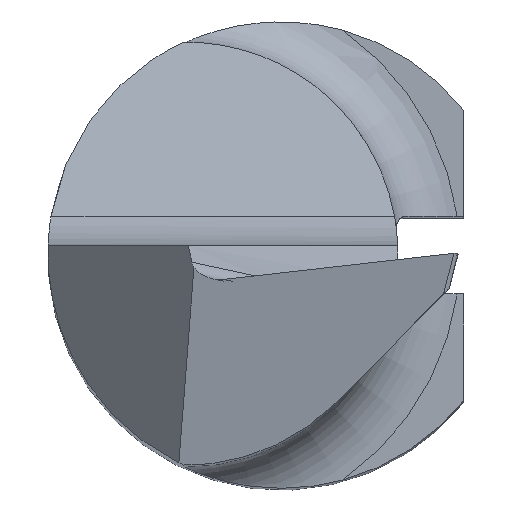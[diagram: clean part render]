
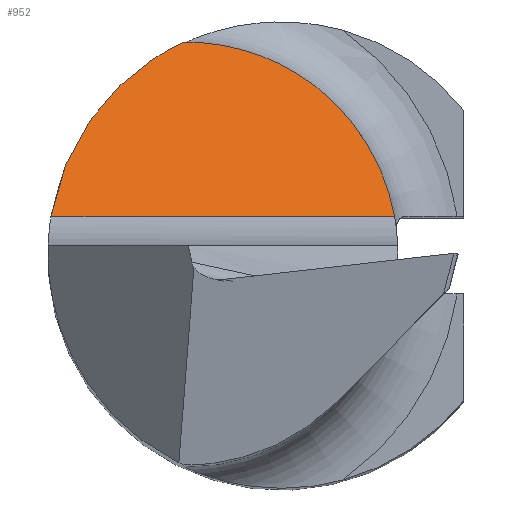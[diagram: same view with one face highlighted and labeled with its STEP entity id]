
A CAD part, top view. The second image highlights one B-rep face of the part: STEP entity #952.
In plain terms, the highlighted planar face has unit normal (0, 0.766, 0.643).
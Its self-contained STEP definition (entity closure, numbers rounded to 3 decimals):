
#128 = CARTESIAN_POINT ( 'NONE',  ( -2.183, 2.298, 23.335 ) ) ;
#168 = CARTESIAN_POINT ( 'NONE',  ( 1.215, 1.849, 23.869 ) ) ;
#263 =( BOUNDED_CURVE ( )  B_SPLINE_CURVE ( 3, ( #712, #529, #168, #659 ),
 .UNSPECIFIED., .F., .T. ) 
 B_SPLINE_CURVE_WITH_KNOTS ( ( 4, 4 ),
 ( 6.272, 7.679 ),
 .UNSPECIFIED. ) 
 CURVE ( )  GEOMETRIC_REPRESENTATION_ITEM ( )  RATIONAL_B_SPLINE_CURVE ( ( 1., 0.842, 0.842, 1. ) ) 
 REPRESENTATION_ITEM ( '' )  );
#285 = EDGE_CURVE ( 'NONE', #625, #533, #263, .T. ) ;
#320 = CARTESIAN_POINT ( 'NONE',  ( -2.962, 0.474, 25.507 ) ) ;
#329 = CARTESIAN_POINT ( 'NONE',  ( -2.962, 0.474, 25.507 ) ) ;
#343 = CARTESIAN_POINT ( 'NONE',  ( 1.458, 0.474, 25.507 ) ) ;
#378 = EDGE_CURVE ( 'NONE', #936, #533, #1192, .T. ) ;
#529 = CARTESIAN_POINT ( 'NONE',  ( 0.141, 2.74, 22.807 ) ) ;
#533 = VERTEX_POINT ( 'NONE', #343 ) ;
#541 = EDGE_LOOP ( 'NONE', ( #672, #663, #1085 ) ) ;
#543 = CARTESIAN_POINT ( 'NONE',  ( -3., 0.474, 25.507 ) ) ;
#549 = PLANE ( 'NONE',  #727 ) ;
#625 = VERTEX_POINT ( 'NONE', #678 ) ;
#632 = FACE_OUTER_BOUND ( 'NONE', #541, .T. ) ;
#659 = CARTESIAN_POINT ( 'NONE',  ( 1.458, 0.474, 25.507 ) ) ;
#663 = ORIENTED_EDGE ( 'NONE', *, *, #736, .F. ) ;
#672 = ORIENTED_EDGE ( 'NONE', *, *, #285, .F. ) ;
#678 = CARTESIAN_POINT ( 'NONE',  ( -1.255, 2.725, 22.825 ) ) ;
#704 =( BOUNDED_CURVE ( )  B_SPLINE_CURVE ( 3, ( #320, #978, #128, #989 ),
 .UNSPECIFIED., .F., .F. ) 
 B_SPLINE_CURVE_WITH_KNOTS ( ( 4, 4 ),
 ( 4.871, 5.852 ),
 .UNSPECIFIED. ) 
 CURVE ( )  GEOMETRIC_REPRESENTATION_ITEM ( )  RATIONAL_B_SPLINE_CURVE ( ( 1., 0.921, 0.921, 1. ) ) 
 REPRESENTATION_ITEM ( '' )  );
#712 = CARTESIAN_POINT ( 'NONE',  ( -1.255, 2.725, 22.825 ) ) ;
#727 = AXIS2_PLACEMENT_3D ( 'NONE', #543, #737, #1193 ) ;
#735 = CARTESIAN_POINT ( 'NONE',  ( -3., 0.474, 25.507 ) ) ;
#736 = EDGE_CURVE ( 'NONE', #936, #625, #704, .T. ) ;
#737 = DIRECTION ( 'NONE',  ( 0., -0.766, -0.643 ) ) ;
#936 = VERTEX_POINT ( 'NONE', #329 ) ;
#952 = ADVANCED_FACE ( 'NONE', ( #632 ), #549, .F. ) ;
#978 = CARTESIAN_POINT ( 'NONE',  ( -2.801, 1.483, 24.305 ) ) ;
#989 = CARTESIAN_POINT ( 'NONE',  ( -1.255, 2.725, 22.825 ) ) ;
#1085 = ORIENTED_EDGE ( 'NONE', *, *, #378, .T. ) ;
#1108 = DIRECTION ( 'NONE',  ( 1., 0., 0. ) ) ;
#1172 = VECTOR ( 'NONE', #1108, 1000. ) ;
#1192 = LINE ( 'NONE', #735, #1172 ) ;
#1193 = DIRECTION ( 'NONE',  ( 0., 0.643, -0.766 ) ) ;
